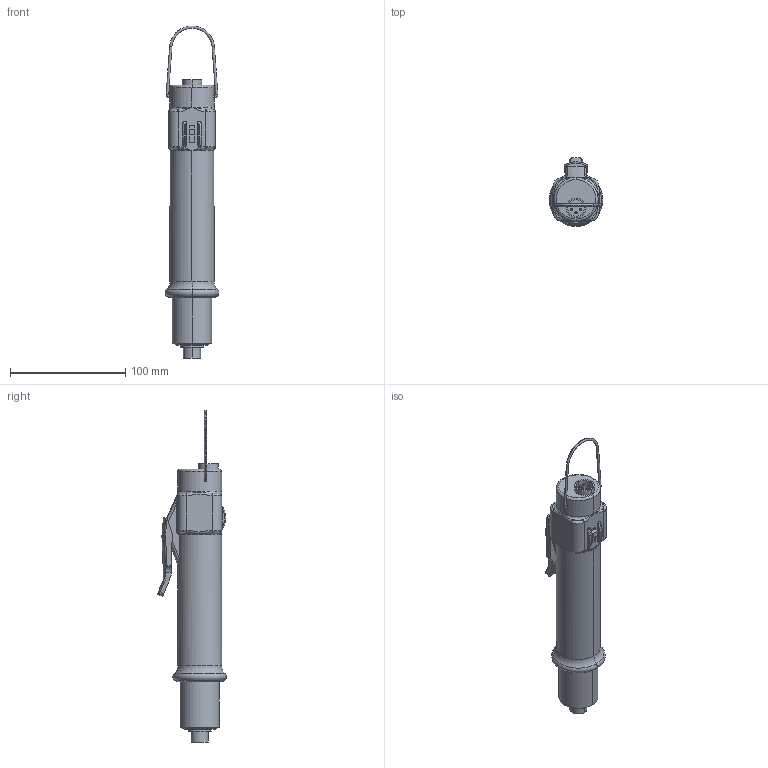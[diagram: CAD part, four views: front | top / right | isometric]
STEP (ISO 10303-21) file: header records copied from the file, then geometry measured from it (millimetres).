
FILE_DESCRIPTION((''),'2;1');
FILE_NAME('8431017040','2019-02-12T11:25:20',('Toocsr'),(''),'CREO PARAMETRIC BY PTC INC, 2018100','CREO PARAMETRIC BY PTC INC, 2018100','');
FILE_SCHEMA(('CONFIG_CONTROL_DESIGN','GEOMETRIC_VALIDATION_PROPERTIES_MIM'));
Length unit declared in the file: millimetre
Products named in the file (1): 8431017040
Bounding box: 46.49 x 59.77 x 288.49 mm (x, y, z)
Volume: 278314.4 mm3; surface area: 36719.9 mm2
Topology: 1 solids, 1 shells, 235 faces, 539 edges, 311 vertices
Faces by surface type: cylinder 66, bspline 64, plane 56, torus 29, sphere 12, cone 8
Entity records: 13644 total; most frequent: CARTESIAN_POINT 5743, ORIENTED_EDGE 1058, DIRECTION 903, PRESENTATION_STYLE_ASSIGNMENT 646, STYLED_ITEM 530, CURVE_STYLE 529, EDGE_CURVE 529, AXIS2_PLACEMENT_3D 368
